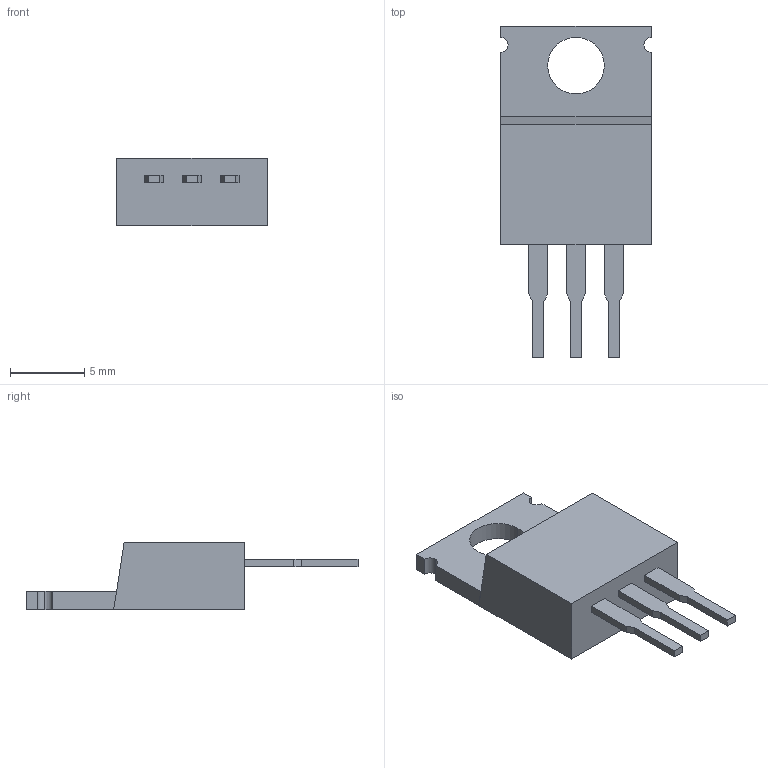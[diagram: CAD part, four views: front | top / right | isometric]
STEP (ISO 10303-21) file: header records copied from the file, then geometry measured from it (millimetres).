
FILE_DESCRIPTION (( 'STEP AP214' ), '1' );
FILE_NAME ('EC4D7065-DEEF-4433-B238-5A570A6F9C4F.STEP', '2008-07-04T10:35:34', ( 'sysAdmin' ), ( 'SolidWorks' ), 'SwSTEP 2.0', 'SolidWorks 2008', '' );
FILE_SCHEMA (( 'AUTOMOTIVE_DESIGN' ));
Length unit declared in the file: inch
Products named in the file (1): EC4D7065-DEEF-4433-B238-5A570A6F9C4F
Bounding box: 10.16 x 22.35 x 4.57 mm (x, y, z)
Volume: 463.1 mm3; surface area: 539.3 mm2
Topology: 1 solids, 1 shells, 52 faces, 137 edges, 90 vertices
Faces by surface type: plane 47, cylinder 5
Entity records: 1779 total; most frequent: CARTESIAN_POINT 280, ORIENTED_EDGE 274, DIRECTION 253, EDGE_CURVE 137, VECTOR 127, LINE 127, VERTEX_POINT 90, AXIS2_PLACEMENT_3D 63
